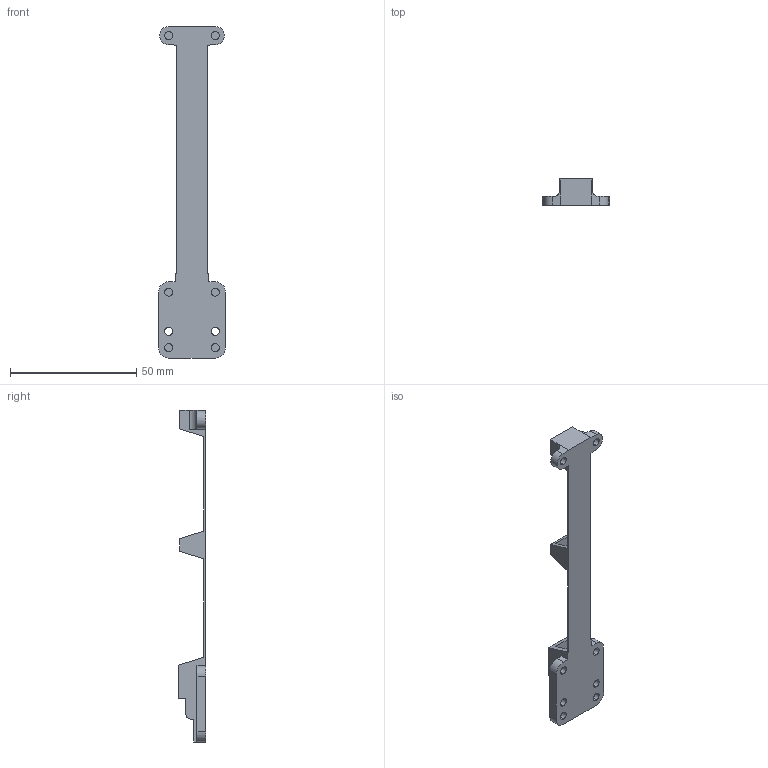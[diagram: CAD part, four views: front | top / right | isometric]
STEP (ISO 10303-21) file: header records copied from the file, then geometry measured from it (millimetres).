
FILE_DESCRIPTION (( 'STEP AP214' ), '1' );
FILE_NAME ('FINGER STRUCTURE.STEP', '2023-11-03T06:52:55', ( '' ), ( '' ), 'SwSTEP 2.0', 'SolidWorks 2022', '' );
FILE_SCHEMA (( 'AUTOMOTIVE_DESIGN' ));
Length unit declared in the file: millimetre
Products named in the file (1): FINGER STRUCTURE
Bounding box: 26.6 x 10.9 x 131.6 mm (x, y, z)
Volume: 4670.2 mm3; surface area: 7250.1 mm2
Topology: 1 solids, 1 shells, 80 faces, 222 edges, 146 vertices
Faces by surface type: plane 53, cylinder 27
Entity records: 2598 total; most frequent: CARTESIAN_POINT 461, ORIENTED_EDGE 444, DIRECTION 430, EDGE_CURVE 222, VECTOR 168, LINE 168, VERTEX_POINT 146, AXIS2_PLACEMENT_3D 131
